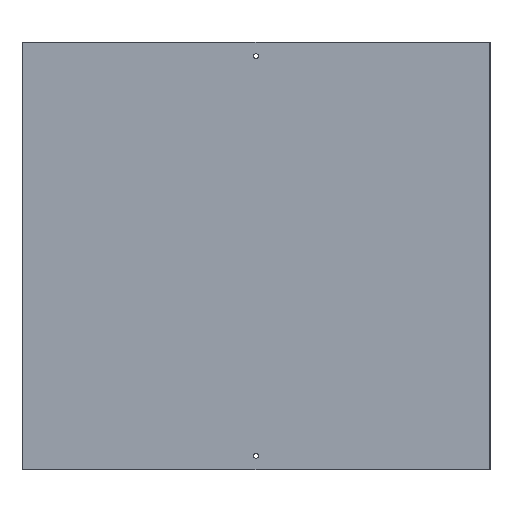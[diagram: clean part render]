
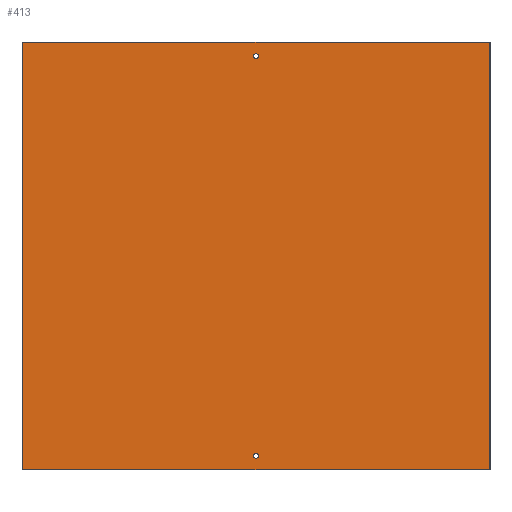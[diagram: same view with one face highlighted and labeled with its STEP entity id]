
A CAD part, front view. The second image highlights one B-rep face of the part: STEP entity #413.
In plain terms, the highlighted planar face has unit normal (0, -1, 0).
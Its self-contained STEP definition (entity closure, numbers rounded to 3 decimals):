
#5 = DIRECTION ( 'NONE',  ( 0., 1., 0. ) ) ;
#31 = CARTESIAN_POINT ( 'NONE',  ( -251., 0., 460. ) ) ;
#53 = DIRECTION ( 'NONE',  ( 0., 0., 1. ) ) ;
#55 = CARTESIAN_POINT ( 'NONE',  ( 0., 0., 447.5 ) ) ;
#57 = CARTESIAN_POINT ( 'NONE',  ( 0., 0., 17.5 ) ) ;
#63 = PLANE ( 'NONE',  #137 ) ;
#91 = AXIS2_PLACEMENT_3D ( 'NONE', #180, #178, #177 ) ;
#92 = AXIS2_PLACEMENT_3D ( 'NONE', #188, #186, #184 ) ;
#97 = EDGE_CURVE ( 'NONE', #226, #231, #202, .T. ) ;
#110 = EDGE_CURVE ( 'NONE', #237, #225, #313, .T. ) ;
#112 = EDGE_CURVE ( 'NONE', #389, #389, #320, .T. ) ;
#113 = EDGE_CURVE ( 'NONE', #339, #339, #337, .T. ) ;
#116 = EDGE_CURVE ( 'NONE', #225, #231, #334, .T. ) ;
#117 = EDGE_CURVE ( 'NONE', #237, #226, #333, .T. ) ;
#137 = AXIS2_PLACEMENT_3D ( 'NONE', #31, #5, #53 ) ;
#147 = CARTESIAN_POINT ( 'NONE',  ( -251., 0., 460. ) ) ;
#155 = CARTESIAN_POINT ( 'NONE',  ( 251., 0., 0. ) ) ;
#157 = CARTESIAN_POINT ( 'NONE',  ( -251., 0., 0. ) ) ;
#162 = CARTESIAN_POINT ( 'NONE',  ( 251., 0., 460. ) ) ;
#174 = DIRECTION ( 'NONE',  ( 1., 0., 0. ) ) ;
#177 = DIRECTION ( 'NONE',  ( 0., 0., 1. ) ) ;
#178 = DIRECTION ( 'NONE',  ( 0., -1., 0. ) ) ;
#180 = CARTESIAN_POINT ( 'NONE',  ( 0., 0., 15. ) ) ;
#181 = DIRECTION ( 'NONE',  ( 1., 0., 0. ) ) ;
#182 = CARTESIAN_POINT ( 'NONE',  ( -251., 0., 0. ) ) ;
#184 = DIRECTION ( 'NONE',  ( 0., 0., 1. ) ) ;
#186 = DIRECTION ( 'NONE',  ( 0., -1., 0. ) ) ;
#187 = CARTESIAN_POINT ( 'NONE',  ( -251., 0., 460. ) ) ;
#188 = CARTESIAN_POINT ( 'NONE',  ( 0., 0., 445. ) ) ;
#195 = DIRECTION ( 'NONE',  ( 0., 0., -1. ) ) ;
#196 = CARTESIAN_POINT ( 'NONE',  ( -251., 0., 460. ) ) ;
#200 = VECTOR ( 'NONE', #420, 1000. ) ;
#202 = LINE ( 'NONE', #427, #200 ) ;
#208 = EDGE_LOOP ( 'NONE', ( #263 ) ) ;
#213 = EDGE_LOOP ( 'NONE', ( #272, #265, #268, #273 ) ) ;
#223 = EDGE_LOOP ( 'NONE', ( #271 ) ) ;
#225 = VERTEX_POINT ( 'NONE', #182 ) ;
#226 = VERTEX_POINT ( 'NONE', #162 ) ;
#231 = VERTEX_POINT ( 'NONE', #155 ) ;
#237 = VERTEX_POINT ( 'NONE', #147 ) ;
#263 = ORIENTED_EDGE ( 'NONE', *, *, #112, .F. ) ;
#265 = ORIENTED_EDGE ( 'NONE', *, *, #97, .F. ) ;
#268 = ORIENTED_EDGE ( 'NONE', *, *, #117, .F. ) ;
#271 = ORIENTED_EDGE ( 'NONE', *, *, #113, .F. ) ;
#272 = ORIENTED_EDGE ( 'NONE', *, *, #116, .T. ) ;
#273 = ORIENTED_EDGE ( 'NONE', *, *, #110, .T. ) ;
#313 = LINE ( 'NONE', #196, #319 ) ;
#319 = VECTOR ( 'NONE', #195, 1000. ) ;
#320 = CIRCLE ( 'NONE', #92, 2.5 ) ;
#333 = LINE ( 'NONE', #187, #396 ) ;
#334 = LINE ( 'NONE', #157, #335 ) ;
#335 = VECTOR ( 'NONE', #181, 1000. ) ;
#337 = CIRCLE ( 'NONE', #91, 2.5 ) ;
#339 = VERTEX_POINT ( 'NONE', #57 ) ;
#342 = FACE_BOUND ( 'NONE', #208, .T. ) ;
#347 = FACE_OUTER_BOUND ( 'NONE', #213, .T. ) ;
#348 = FACE_BOUND ( 'NONE', #223, .T. ) ;
#389 = VERTEX_POINT ( 'NONE', #55 ) ;
#396 = VECTOR ( 'NONE', #174, 1000. ) ;
#413 = ADVANCED_FACE ( 'NONE', ( #342, #348, #347 ), #63, .F. ) ;
#420 = DIRECTION ( 'NONE',  ( 0., 0., -1. ) ) ;
#427 = CARTESIAN_POINT ( 'NONE',  ( 251., 0., 460. ) ) ;
